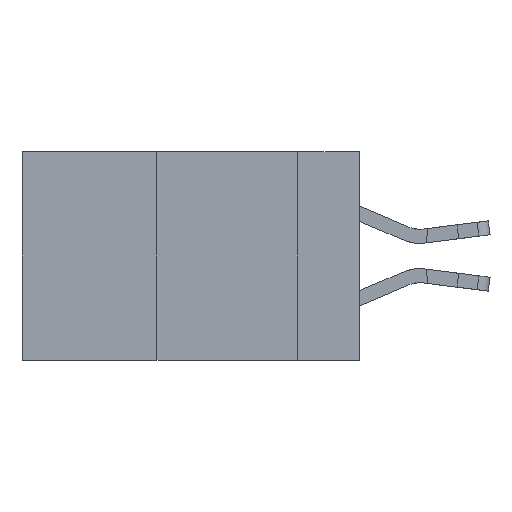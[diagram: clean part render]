
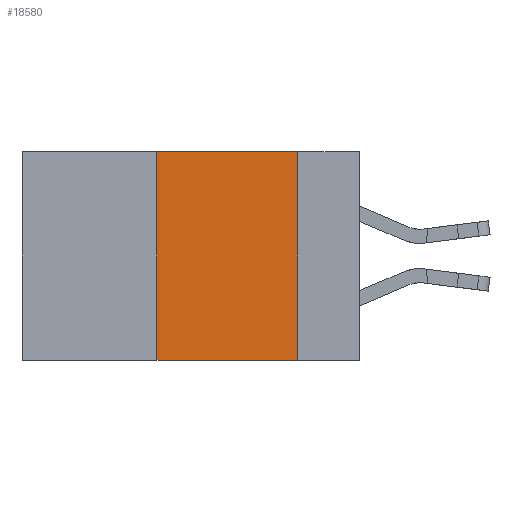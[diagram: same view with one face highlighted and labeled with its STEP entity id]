
A CAD part, left-side view. The second image highlights one B-rep face of the part: STEP entity #18580.
In plain terms, the highlighted planar face has unit normal (-1, 0, 0).
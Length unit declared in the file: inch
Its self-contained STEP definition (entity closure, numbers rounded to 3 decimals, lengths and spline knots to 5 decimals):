
#25 = CARTESIAN_POINT ( 'NONE',  ( 0., 0.36, 0. ) ) ;
#93 = DIRECTION ( 'NONE',  ( 0., -1., 0. ) ) ;
#209 = VECTOR ( 'NONE', #5858, 39.37008 ) ;
#250 = VERTEX_POINT ( 'NONE', #21539 ) ;
#2236 = ORIENTED_EDGE ( 'NONE', *, *, #2607, .F. ) ;
#2483 = CARTESIAN_POINT ( 'NONE',  ( 0., 0.11, 0. ) ) ;
#2575 = ORIENTED_EDGE ( 'NONE', *, *, #19298, .F. ) ;
#2607 = EDGE_CURVE ( 'NONE', #23234, #15869, #7025, .T. ) ;
#3231 = LINE ( 'NONE', #15369, #4664 ) ;
#3421 = PLANE ( 'NONE',  #17255 ) ;
#4664 = VECTOR ( 'NONE', #9804, 39.37008 ) ;
#5517 = ORIENTED_EDGE ( 'NONE', *, *, #11155, .T. ) ;
#5858 = DIRECTION ( 'NONE',  ( 0., -1., 0. ) ) ;
#6607 = LINE ( 'NONE', #19189, #209 ) ;
#6764 = VECTOR ( 'NONE', #15502, 39.37008 ) ;
#7025 = LINE ( 'NONE', #22807, #23720 ) ;
#7159 = DIRECTION ( 'NONE',  ( 0., 0., -1. ) ) ;
#9389 = EDGE_LOOP ( 'NONE', ( #10928, #2236, #2575, #5517 ) ) ;
#9750 = EDGE_CURVE ( 'NONE', #15869, #21460, #12861, .T. ) ;
#9804 = DIRECTION ( 'NONE',  ( 0., 0., 1. ) ) ;
#10928 = ORIENTED_EDGE ( 'NONE', *, *, #9750, .F. ) ;
#11155 = EDGE_CURVE ( 'NONE', #250, #21460, #6607, .T. ) ;
#12861 = LINE ( 'NONE', #2483, #6764 ) ;
#15369 = CARTESIAN_POINT ( 'NONE',  ( 0., 0.36, 0. ) ) ;
#15502 = DIRECTION ( 'NONE',  ( 0., 0., -1. ) ) ;
#15869 = VERTEX_POINT ( 'NONE', #23512 ) ;
#16491 = CARTESIAN_POINT ( 'NONE',  ( 0., 0.6, 0. ) ) ;
#17255 = AXIS2_PLACEMENT_3D ( 'NONE', #16491, #18383, #7159 ) ;
#18383 = DIRECTION ( 'NONE',  ( 1., 0., 0. ) ) ;
#18580 = ADVANCED_FACE ( 'NONE', ( #20166 ), #3421, .F. ) ;
#19189 = CARTESIAN_POINT ( 'NONE',  ( 0., 0.6, -0.37 ) ) ;
#19298 = EDGE_CURVE ( 'NONE', #250, #23234, #3231, .T. ) ;
#20043 = CARTESIAN_POINT ( 'NONE',  ( 0., 0.11, -0.37 ) ) ;
#20166 = FACE_OUTER_BOUND ( 'NONE', #9389, .T. ) ;
#21460 = VERTEX_POINT ( 'NONE', #20043 ) ;
#21539 = CARTESIAN_POINT ( 'NONE',  ( 0., 0.36, -0.37 ) ) ;
#22807 = CARTESIAN_POINT ( 'NONE',  ( 0., 0.6, 0. ) ) ;
#23234 = VERTEX_POINT ( 'NONE', #25 ) ;
#23512 = CARTESIAN_POINT ( 'NONE',  ( 0., 0.11, 0. ) ) ;
#23720 = VECTOR ( 'NONE', #93, 39.37008 ) ;
